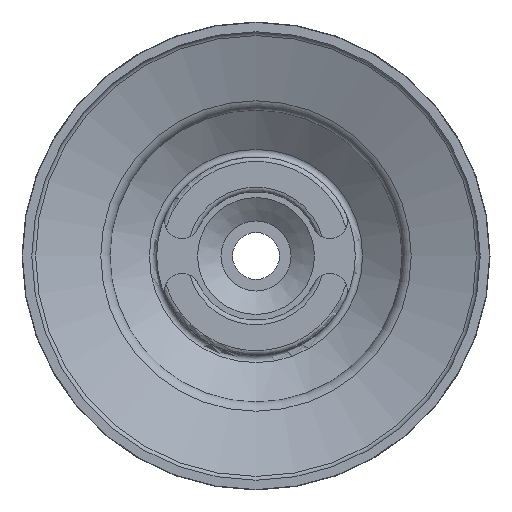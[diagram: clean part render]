
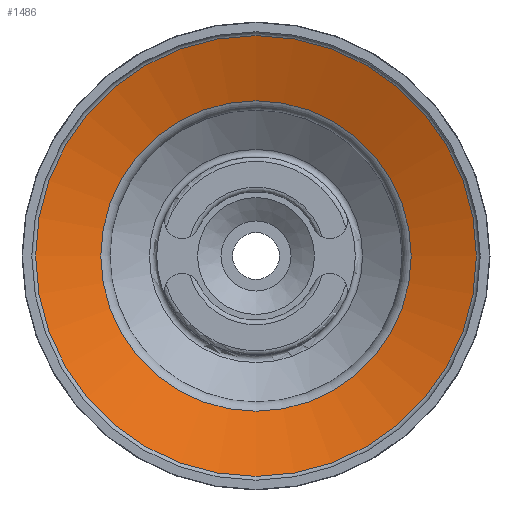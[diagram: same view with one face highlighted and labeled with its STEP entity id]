
A CAD part, front view. The second image highlights one B-rep face of the part: STEP entity #1486.
In plain terms, the highlighted conical face has half-angle 70 degrees and reference radius 18.871 mm.
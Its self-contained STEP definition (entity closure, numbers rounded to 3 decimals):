
#29=CONICAL_SURFACE('',#1602,18.871,1.222);
#232=ORIENTED_EDGE('',*,*,#459,.F.);
#233=ORIENTED_EDGE('',*,*,#458,.T.);
#458=EDGE_CURVE('',#573,#573,#650,.T.);
#459=EDGE_CURVE('',#574,#574,#651,.T.);
#573=VERTEX_POINT('',#2195);
#574=VERTEX_POINT('',#2198);
#650=CIRCLE('',#1601,18.871);
#651=CIRCLE('',#1603,13.29);
#729=EDGE_LOOP('',(#232));
#730=EDGE_LOOP('',(#233));
#843=FACE_BOUND('',#729,.T.);
#844=FACE_BOUND('',#730,.T.);
#1486=ADVANCED_FACE('',(#843,#844),#29,.F.);
#1601=AXIS2_PLACEMENT_3D('',#2194,#1822,#1823);
#1602=AXIS2_PLACEMENT_3D('',#2196,#1824,#1825);
#1603=AXIS2_PLACEMENT_3D('',#2197,#1826,#1827);
#1822=DIRECTION('',(0.,-1.,0.));
#1823=DIRECTION('',(0.,0.,-1.));
#1824=DIRECTION('',(0.,-1.,0.));
#1825=DIRECTION('',(0.,0.,-1.));
#1826=DIRECTION('',(0.,-1.,0.));
#1827=DIRECTION('',(0.,0.,-1.));
#2194=CARTESIAN_POINT('',(0.,0.541,0.));
#2195=CARTESIAN_POINT('',(0.,0.541,-18.871));
#2196=CARTESIAN_POINT('',(0.,0.541,0.));
#2197=CARTESIAN_POINT('',(0.,2.572,0.));
#2198=CARTESIAN_POINT('',(0.,2.572,-13.29));
